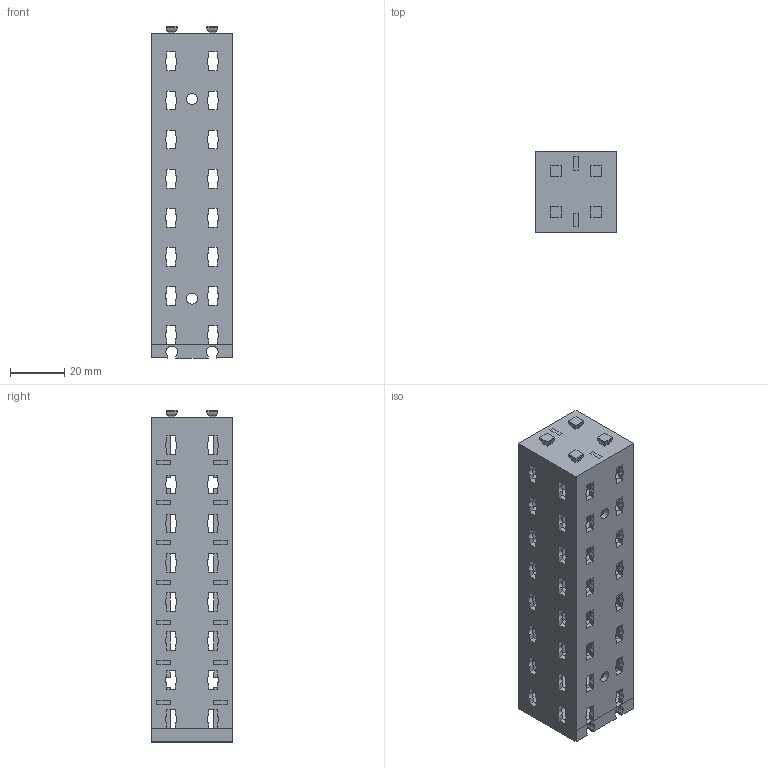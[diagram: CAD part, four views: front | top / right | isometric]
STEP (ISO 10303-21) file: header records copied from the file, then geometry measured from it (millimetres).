
FILE_DESCRIPTION(/* description */ (''),/* implementation_level */ '2;1');
FILE_NAME(/* name */ 'DoppelStatikTeil v5.step',/* time_stamp */ '2024-08-08T21:38:17+02:00',/* author */ (''),/* organization */ (''),/* preprocessor_version */ 'ST-DEVELOPER v20',/* originating_system */ 'Autodesk Translation Framework v13.14.0.145',/* authorisation */ '');
FILE_SCHEMA (('AUTOMOTIVE_DESIGN { 1 0 10303 214 3 1 1 }'));
Length unit declared in the file: millimetre
Products named in the file (1): DoppelStatikTeil
Bounding box: 30 x 30 x 122.7 mm (x, y, z)
Volume: 33307.8 mm3; surface area: 39235.3 mm2
Topology: 8 solids, 8 shells, 756 faces, 2184 edges, 1448 vertices
Faces by surface type: plane 594, cylinder 162
Full cylindrical faces by diameter (mm): 4.1 x4
Entity records: 24938 total; most frequent: CARTESIAN_POINT 4461, ORIENTED_EDGE 4368, DIRECTION 3998, EDGE_CURVE 2184, LINE 1868, VECTOR 1868, VERTEX_POINT 1448, AXIS2_PLACEMENT_3D 1065
